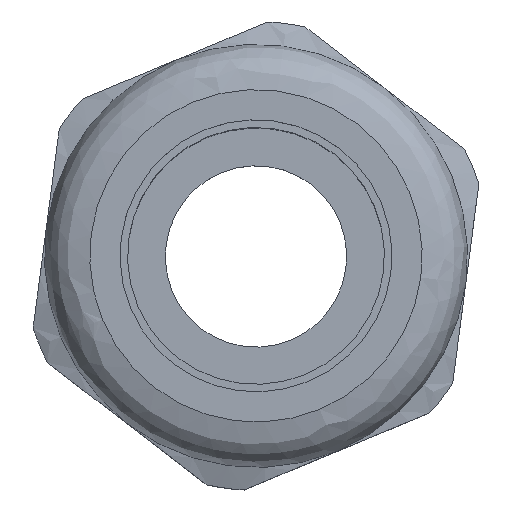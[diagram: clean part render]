
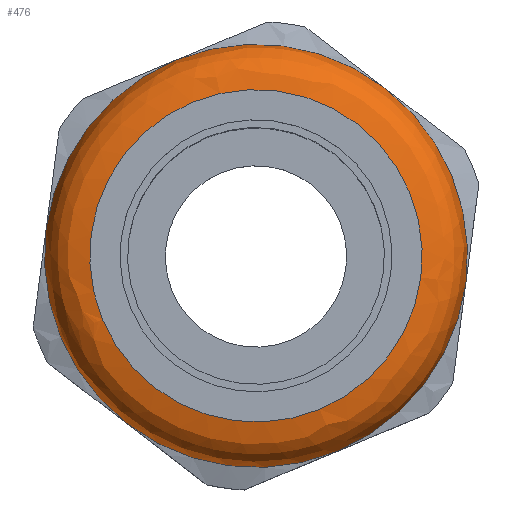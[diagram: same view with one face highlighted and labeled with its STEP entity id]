
A CAD part, top view. The second image highlights one B-rep face of the part: STEP entity #476.
In plain terms, the highlighted free-form (B-spline) face has degree [2, 2] with [7, 3] control points.
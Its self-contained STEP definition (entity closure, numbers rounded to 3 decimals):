
#313=(
BOUNDED_SURFACE()
B_SPLINE_SURFACE(2,2,((#4995,#4996,#4997),(#4998,#4999,#5000),(#5001,#5002,
#5003),(#5004,#5005,#5006),(#5007,#5008,#5009),(#5010,#5011,#5012),(#5013,
#5014,#5015)),.UNSPECIFIED.,.T.,.F.,.F.)
B_SPLINE_SURFACE_WITH_KNOTS((1,2,2,2,2,1),(3,3),(-0.333,0.,
0.333,0.667,1.,1.333),(0.,1.),
 .UNSPECIFIED.)
GEOMETRIC_REPRESENTATION_ITEM()
RATIONAL_B_SPLINE_SURFACE(((1.,0.707,1.),(0.5,0.354,
0.5),(1.,0.707,1.),(0.5,0.354,0.5),(1.,0.707,
1.),(0.5,0.354,0.5),(1.,0.707,1.)))
REPRESENTATION_ITEM('')
SURFACE()
);
#476=ADVANCED_FACE('',(#719,#720),#313,.T.);
#719=FACE_BOUND('',#788,.T.);
#720=FACE_BOUND('',#789,.T.);
#788=EDGE_LOOP('',(#1068));
#789=EDGE_LOOP('',(#1069));
#1068=ORIENTED_EDGE('',*,*,#1947,.F.);
#1069=ORIENTED_EDGE('',*,*,#1946,.F.);
#1706=VERTEX_POINT('',#4991);
#1707=VERTEX_POINT('',#4994);
#1946=EDGE_CURVE('',#1706,#1706,#2239,.T.);
#1947=EDGE_CURVE('',#1707,#1707,#2240,.T.);
#2239=CIRCLE('',#3448,14.);
#2240=CIRCLE('',#3450,11.);
#3448=AXIS2_PLACEMENT_3D('',#4990,#3840,#3841);
#3450=AXIS2_PLACEMENT_3D('',#4993,#3844,#3845);
#3840=DIRECTION('',(0.,0.,-1.));
#3841=DIRECTION('',(-0.924,-0.383,0.));
#3844=DIRECTION('',(0.,0.,1.));
#3845=DIRECTION('',(-0.924,-0.383,0.));
#4990=CARTESIAN_POINT('',(0.,0.,5.));
#4991=CARTESIAN_POINT('',(-12.932,-5.363,5.));
#4993=CARTESIAN_POINT('',(0.,0.,8.));
#4994=CARTESIAN_POINT('',(-10.161,-4.214,8.));
#4995=CARTESIAN_POINT('',(-12.932,-5.363,5.));
#4996=CARTESIAN_POINT('',(-12.932,-5.363,8.));
#4997=CARTESIAN_POINT('',(-10.161,-4.214,8.));
#4998=CARTESIAN_POINT('',(-3.644,-27.762,5.));
#4999=CARTESIAN_POINT('',(-3.644,-27.762,8.));
#5000=CARTESIAN_POINT('',(-2.863,-21.813,8.));
#5001=CARTESIAN_POINT('',(11.11,-8.518,5.));
#5002=CARTESIAN_POINT('',(11.11,-8.518,8.));
#5003=CARTESIAN_POINT('',(8.73,-6.693,8.));
#5004=CARTESIAN_POINT('',(25.864,10.725,5.));
#5005=CARTESIAN_POINT('',(25.864,10.725,8.));
#5006=CARTESIAN_POINT('',(20.322,8.427,8.));
#5007=CARTESIAN_POINT('',(1.822,13.881,5.));
#5008=CARTESIAN_POINT('',(1.822,13.881,8.));
#5009=CARTESIAN_POINT('',(1.431,10.906,8.));
#5010=CARTESIAN_POINT('',(-22.221,17.037,5.));
#5011=CARTESIAN_POINT('',(-22.221,17.037,8.));
#5012=CARTESIAN_POINT('',(-17.459,13.386,8.));
#5013=CARTESIAN_POINT('',(-12.932,-5.363,5.));
#5014=CARTESIAN_POINT('',(-12.932,-5.363,8.));
#5015=CARTESIAN_POINT('',(-10.161,-4.214,8.));
